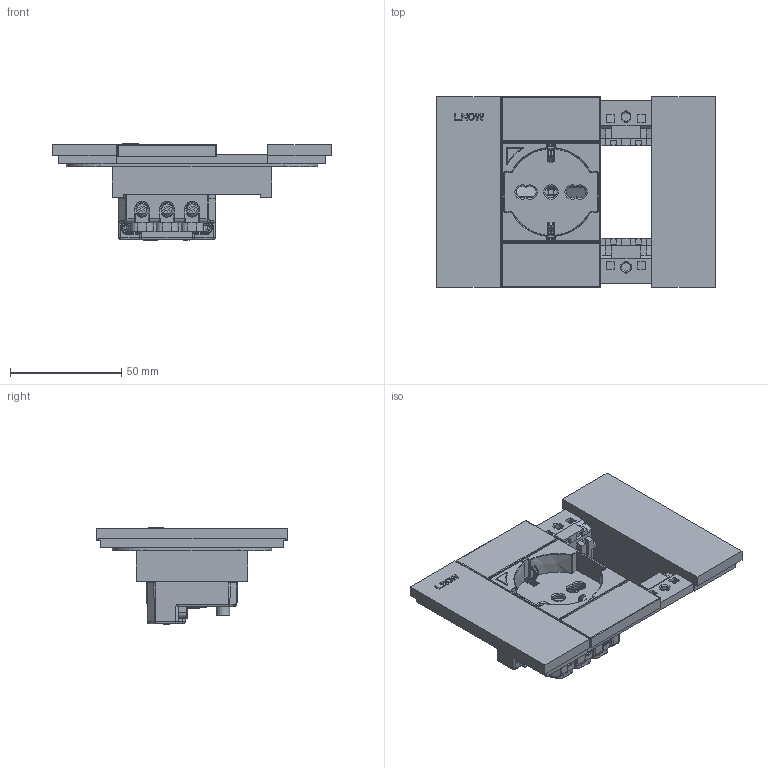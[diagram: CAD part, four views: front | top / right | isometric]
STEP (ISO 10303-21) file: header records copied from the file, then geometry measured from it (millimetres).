
FILE_DESCRIPTION (( 'STEP AP214' ), '1' );
FILE_NAME ('P40+WIFI-LNOW-20220729.STEP', '2022-07-29T00:04:06', ( '' ), ( '' ), 'SwSTEP 2.0', 'SolidWorks 2016', '' );
FILE_SCHEMA (( 'AUTOMOTIVE_DESIGN' ));
Length unit declared in the file: millimetre
Products named in the file (23): L.NOW脣釱媼弇傍啣-20190902; P40+WIFI耀輸奻裔-L.N-20220728; P40+WIFI耀輸PCB郪璃-20220225; 酘銅え-20220225; P40+WIFI-LNOW-20220729; L.NOW脣釱媼弇晚遺-20190902; L.NOW插座三位边框-20191029; 酘蟀諉え-20220225; P40+WIFI耀輸狟裔-L.N-20220728; 4BOX-P40+C諉華蟀諉え-20191210; 傷赽-20220225; LK40207050-22; 諉華銅え-20220225; DP16012_AF0_13; M3.5X6-20200624; L.NOW三位支架-20190829; P17-SHUTTER_AF0_14; DT16011_AF0_21; P40+WIFI耀輸盓傅啣-20211212; 4BOX-P40+WIFI耀輸-20220225; 湮す悵誘藷-陔耀; 衵銅え; P40+WIFI耀輸腑欶-20211212
Assembly tree (33 placements, depth 4):
  P40+WIFI-LNOW-20220729
    L.NOW三位支架-20190829
    L.NOW插座三位边框-20191029
    L.NOW脣釱媼弇晚遺-20190902  x2
    L.NOW脣釱媼弇傍啣-20190902  x2
    4BOX-P40+WIFI耀輸-20220225
      湮す悵誘藷-陔耀
        DT16011_AF0_21
        P17-SHUTTER_AF0_14
        DP16012_AF0_13
      P40+WIFI耀輸腑欶-20211212
      P40+WIFI耀輸PCB郪璃-20220225
      P40+WIFI耀輸盓傅啣-20211212
      諉華銅え-20220225
      4BOX-P40+C諉華蟀諉え-20191210
      M3.5X6-20200624  x5
      LK40207050-22  x5
      酘蟀諉え-20220225
      酘銅え-20220225
      衵銅え
      傷赽-20220225  x2
      P40+WIFI耀輸奻裔-L.N-20220728
      P40+WIFI耀輸狟裔-L.N-20220728
Bounding box: 125.4 x 85.9 x 43.6 mm (x, y, z)
Volume: 96579.6 mm3; surface area: 94503.1 mm2
Topology: 32 solids, 34 shells, 4974 faces, 14113 edges, 9203 vertices
Faces by surface type: plane 3314, cylinder 894, bspline 447, cone 206, torus 84, sphere 29
Entity records: 154682 total; most frequent: CARTESIAN_POINT 52820, ORIENTED_EDGE 22962, DIRECTION 18069, EDGE_CURVE 11481, VECTOR 8151, LINE 8151, VERTEX_POINT 7483, AXIS2_PLACEMENT_3D 4959
